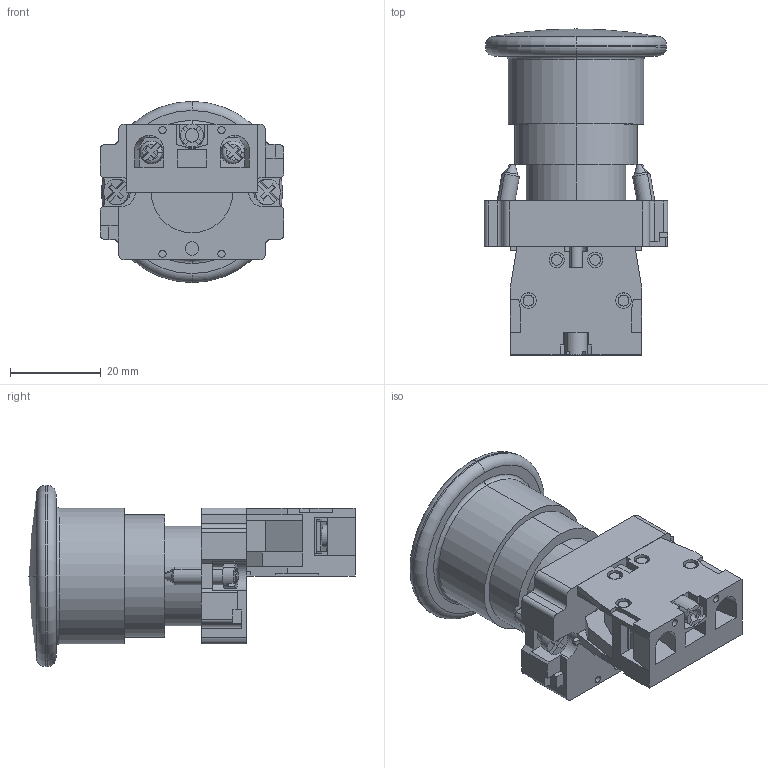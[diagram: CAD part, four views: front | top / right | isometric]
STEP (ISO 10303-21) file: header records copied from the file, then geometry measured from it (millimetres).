
FILE_DESCRIPTION (( 'STEP AP214' ), '1' );
FILE_NAME ('BBG70-BC-K05 Êíîïêà óïðàâëåíèÿ LAY5-BC51 Ãðèáîê áåç ïîäñâåòêè æåëòàÿ 1ç ÈÝÊ.STEP', '2017-11-01T11:39:17', ( '' ), ( '' ), 'SwSTEP 2.0', 'SolidWorks 2014', '' );
FILE_SCHEMA (( 'AUTOMOTIVE_DESIGN' ));
Length unit declared in the file: millimetre
Products named in the file (1): BBG70-BC-K05 Êíîïêà óïðàâëåíèÿ LAY5-BC51 Ãðèáîê áåç ïîäñâåòêè æåëòàÿ 1ç ÈÝÊ
Bounding box: 40.5 x 72 x 40 mm (x, y, z)
Volume: 38632 mm3; surface area: 16324.8 mm2
Topology: 4 solids, 4 shells, 441 faces, 1175 edges, 776 vertices
Faces by surface type: plane 316, cylinder 97, torus 12, cone 8, bspline 6, sphere 2
Entity records: 14047 total; most frequent: CARTESIAN_POINT 2769, ORIENTED_EDGE 2350, DIRECTION 2298, EDGE_CURVE 1175, LINE 880, VECTOR 880, VERTEX_POINT 776, AXIS2_PLACEMENT_3D 709
